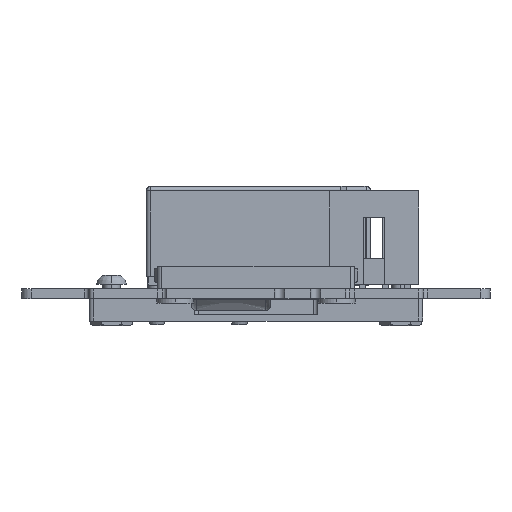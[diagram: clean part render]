
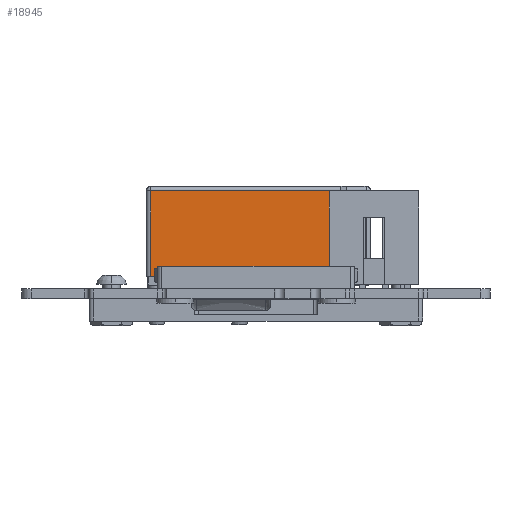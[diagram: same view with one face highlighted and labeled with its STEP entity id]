
A CAD part, front view. The second image highlights one B-rep face of the part: STEP entity #18945.
In plain terms, the highlighted face is planar.
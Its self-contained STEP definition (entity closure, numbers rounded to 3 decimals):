
#14775 = EDGE_CURVE('',#14776,#14778,#14780,.T.);
#14776 = VERTEX_POINT('',#14777);
#14777 = CARTESIAN_POINT('',(-3.7,0.,24.5));
#14778 = VERTEX_POINT('',#14779);
#14779 = CARTESIAN_POINT('',(-3.7,0.,0.5));
#14780 = LINE('',#14781,#14782);
#14781 = CARTESIAN_POINT('',(-3.7,0.,25.));
#14782 = VECTOR('',#14783,1.);
#14783 = DIRECTION('',(0.,0.,-1.));
#18945 = ADVANCED_FACE('',(#18946),#19003,.F.);
#18946 = FACE_BOUND('',#18947,.T.);
#18947 = EDGE_LOOP('',(#18948,#18949,#18957,#18965,#18973,#18981,#18989,
    #18997));
#18948 = ORIENTED_EDGE('',*,*,#14775,.F.);
#18949 = ORIENTED_EDGE('',*,*,#18950,.T.);
#18950 = EDGE_CURVE('',#14776,#18951,#18953,.T.);
#18951 = VERTEX_POINT('',#18952);
#18952 = CARTESIAN_POINT('',(-3.7,9.5,24.5));
#18953 = LINE('',#18954,#18955);
#18954 = CARTESIAN_POINT('',(-3.7,10.,24.5));
#18955 = VECTOR('',#18956,1.);
#18956 = DIRECTION('',(0.,1.,0.));
#18957 = ORIENTED_EDGE('',*,*,#18958,.T.);
#18958 = EDGE_CURVE('',#18951,#18959,#18961,.T.);
#18959 = VERTEX_POINT('',#18960);
#18960 = CARTESIAN_POINT('',(-3.7,9.5,22.3));
#18961 = LINE('',#18962,#18963);
#18962 = CARTESIAN_POINT('',(-3.7,9.5,25.));
#18963 = VECTOR('',#18964,1.);
#18964 = DIRECTION('',(0.,0.,-1.));
#18965 = ORIENTED_EDGE('',*,*,#18966,.F.);
#18966 = EDGE_CURVE('',#18967,#18959,#18969,.T.);
#18967 = VERTEX_POINT('',#18968);
#18968 = CARTESIAN_POINT('',(-3.7,5.25,22.3));
#18969 = LINE('',#18970,#18971);
#18970 = CARTESIAN_POINT('',(-3.7,4.469,22.3));
#18971 = VECTOR('',#18972,1.);
#18972 = DIRECTION('',(0.,1.,0.));
#18973 = ORIENTED_EDGE('',*,*,#18974,.T.);
#18974 = EDGE_CURVE('',#18967,#18975,#18977,.T.);
#18975 = VERTEX_POINT('',#18976);
#18976 = CARTESIAN_POINT('',(-3.7,5.25,21.7));
#18977 = LINE('',#18978,#18979);
#18978 = CARTESIAN_POINT('',(-3.7,5.25,21.7));
#18979 = VECTOR('',#18980,1.);
#18980 = DIRECTION('',(0.,0.,-1.));
#18981 = ORIENTED_EDGE('',*,*,#18982,.T.);
#18982 = EDGE_CURVE('',#18975,#18983,#18985,.T.);
#18983 = VERTEX_POINT('',#18984);
#18984 = CARTESIAN_POINT('',(-3.7,9.5,21.7));
#18985 = LINE('',#18986,#18987);
#18986 = CARTESIAN_POINT('',(-3.7,4.469,21.7));
#18987 = VECTOR('',#18988,1.);
#18988 = DIRECTION('',(0.,1.,0.));
#18989 = ORIENTED_EDGE('',*,*,#18990,.T.);
#18990 = EDGE_CURVE('',#18983,#18991,#18993,.T.);
#18991 = VERTEX_POINT('',#18992);
#18992 = CARTESIAN_POINT('',(-3.7,9.5,0.5));
#18993 = LINE('',#18994,#18995);
#18994 = CARTESIAN_POINT('',(-3.7,9.5,25.));
#18995 = VECTOR('',#18996,1.);
#18996 = DIRECTION('',(0.,0.,-1.));
#18997 = ORIENTED_EDGE('',*,*,#18998,.T.);
#18998 = EDGE_CURVE('',#18991,#14778,#18999,.T.);
#18999 = LINE('',#19000,#19001);
#19000 = CARTESIAN_POINT('',(-3.7,10.,0.5));
#19001 = VECTOR('',#19002,1.);
#19002 = DIRECTION('',(0.,-1.,0.));
#19003 = PLANE('',#19004);
#19004 = AXIS2_PLACEMENT_3D('',#19005,#19006,#19007);
#19005 = CARTESIAN_POINT('',(-3.7,10.,25.));
#19006 = DIRECTION('',(1.,0.,0.));
#19007 = DIRECTION('',(0.,1.,0.));
